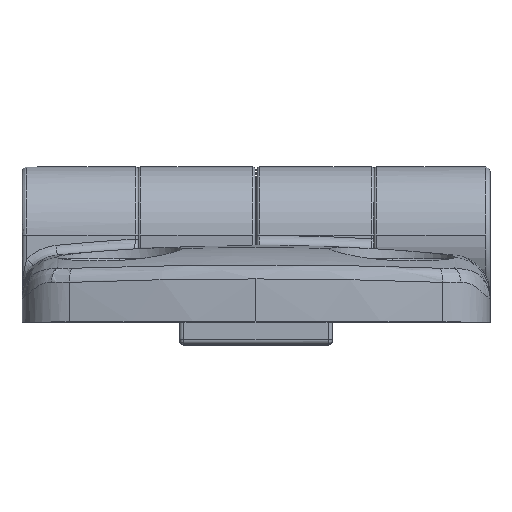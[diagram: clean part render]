
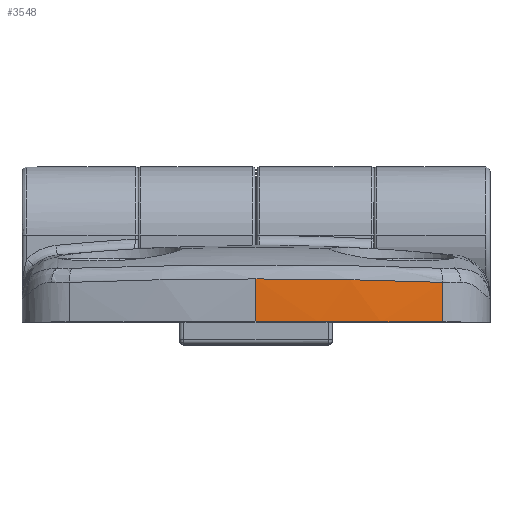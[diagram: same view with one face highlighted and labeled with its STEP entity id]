
A CAD part, top view. The second image highlights one B-rep face of the part: STEP entity #3548.
In plain terms, the highlighted cylindrical face has radius 100 mm (diameter 200 mm), a partial arc.
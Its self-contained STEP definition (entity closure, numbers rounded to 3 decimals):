
#493 = LINE ( 'NONE', #14813, #17997 ) ;
#579 = CARTESIAN_POINT ( 'NONE',  ( 10.336, 4.319, 25.465 ) ) ;
#1468 = CARTESIAN_POINT ( 'NONE',  ( 9.688, 4.331, 25.53 ) ) ;
#2133 = EDGE_CURVE ( 'NONE', #5508, #2580, #493, .T. ) ;
#2324 = ORIENTED_EDGE ( 'NONE', *, *, #2133, .T. ) ;
#2580 = VERTEX_POINT ( 'NONE', #9773 ) ;
#3232 = CARTESIAN_POINT ( 'NONE',  ( 19.149, 0., 24.149 ) ) ;
#3420 = DIRECTION ( 'NONE',  ( 0., 0., 1. ) ) ;
#3548 = ADVANCED_FACE ( 'NONE', ( #19336 ), #4656, .T. ) ;
#4021 = DIRECTION ( 'NONE',  ( 0., -1., 0. ) ) ;
#4277 = B_SPLINE_CURVE_WITH_KNOTS ( 'NONE', 3,
 ( #8570, #9794, #17006, #13114, #20343, #11338, #9571, #579, #22228, #18688, #1468, #21707, #5347, #14364, #12708, #10585, #21357 ),
 .UNSPECIFIED., .F., .F.,
 ( 4, 2, 2, 1, 1, 1, 1, 1, 2, 2, 4 ),
 ( 0., 0.25, 0.375, 0.438, 0.469, 0.484, 0.492, 0.496, 0.498, 0.5, 1. ),
 .UNSPECIFIED. ) ;
#4570 = VECTOR ( 'NONE', #19931, 1000. ) ;
#4656 = CYLINDRICAL_SURFACE ( 'NONE', #13510, 100. ) ;
#5347 = CARTESIAN_POINT ( 'NONE',  ( 9.621, 4.332, 25.536 ) ) ;
#5508 = VERTEX_POINT ( 'NONE', #22349 ) ;
#8110 = DIRECTION ( 'NONE',  ( 0., 0., 1. ) ) ;
#8570 = CARTESIAN_POINT ( 'NONE',  ( 19.149, 4.064, 24.149 ) ) ;
#9398 = ORIENTED_EDGE ( 'NONE', *, *, #9809, .T. ) ;
#9424 = VERTEX_POINT ( 'NONE', #14709 ) ;
#9571 = CARTESIAN_POINT ( 'NONE',  ( 11.072, 4.305, 25.387 ) ) ;
#9773 = CARTESIAN_POINT ( 'NONE',  ( 0., 0., 26. ) ) ;
#9794 = CARTESIAN_POINT ( 'NONE',  ( 17.666, 4.124, 24.439 ) ) ;
#9809 = EDGE_CURVE ( 'NONE', #2580, #22107, #15197, .T. ) ;
#10298 = AXIS2_PLACEMENT_3D ( 'NONE', #16326, #14445, #3420 ) ;
#10585 = CARTESIAN_POINT ( 'NONE',  ( 3.295, 4.412, 26. ) ) ;
#10861 = EDGE_CURVE ( 'NONE', #9424, #22107, #21121, .T. ) ;
#11338 = CARTESIAN_POINT ( 'NONE',  ( 11.694, 4.292, 25.315 ) ) ;
#11539 = EDGE_LOOP ( 'NONE', ( #18646, #2324, #9398, #22271 ) ) ;
#12708 = CARTESIAN_POINT ( 'NONE',  ( 6.497, 4.386, 25.837 ) ) ;
#13114 = CARTESIAN_POINT ( 'NONE',  ( 13.74, 4.244, 25.055 ) ) ;
#13510 = AXIS2_PLACEMENT_3D ( 'NONE', #17565, #13666, #8110 ) ;
#13666 = DIRECTION ( 'NONE',  ( 0., -1., 0. ) ) ;
#14364 = CARTESIAN_POINT ( 'NONE',  ( 9.607, 4.332, 25.537 ) ) ;
#14445 = DIRECTION ( 'NONE',  ( 0., 1., 0. ) ) ;
#14709 = CARTESIAN_POINT ( 'NONE',  ( 19.149, 4.064, 24.149 ) ) ;
#14813 = CARTESIAN_POINT ( 'NONE',  ( 0., 7.9, 26. ) ) ;
#15197 = CIRCLE ( 'NONE', #10298, 100. ) ;
#16326 = CARTESIAN_POINT ( 'NONE',  ( 0., 0., -74. ) ) ;
#17006 = CARTESIAN_POINT ( 'NONE',  ( 16.129, 4.177, 24.704 ) ) ;
#17565 = CARTESIAN_POINT ( 'NONE',  ( 0., 7.9, -74. ) ) ;
#17997 = VECTOR ( 'NONE', #4021, 1000. ) ;
#18646 = ORIENTED_EDGE ( 'NONE', *, *, #18726, .T. ) ;
#18688 = CARTESIAN_POINT ( 'NONE',  ( 9.781, 4.329, 25.521 ) ) ;
#18726 = EDGE_CURVE ( 'NONE', #9424, #5508, #4277, .T. ) ;
#19336 = FACE_OUTER_BOUND ( 'NONE', #11539, .T. ) ;
#19931 = DIRECTION ( 'NONE',  ( 0., -1., 0. ) ) ;
#20343 = CARTESIAN_POINT ( 'NONE',  ( 12.93, 4.264, 25.164 ) ) ;
#21121 = LINE ( 'NONE', #21469, #4570 ) ;
#21357 = CARTESIAN_POINT ( 'NONE',  ( 0., 4.412, 26. ) ) ;
#21469 = CARTESIAN_POINT ( 'NONE',  ( 19.149, 16.02, 24.149 ) ) ;
#21707 = CARTESIAN_POINT ( 'NONE',  ( 9.648, 4.332, 25.533 ) ) ;
#22107 = VERTEX_POINT ( 'NONE', #3232 ) ;
#22228 = CARTESIAN_POINT ( 'NONE',  ( 9.966, 4.326, 25.502 ) ) ;
#22271 = ORIENTED_EDGE ( 'NONE', *, *, #10861, .F. ) ;
#22349 = CARTESIAN_POINT ( 'NONE',  ( 0., 4.412, 26. ) ) ;
